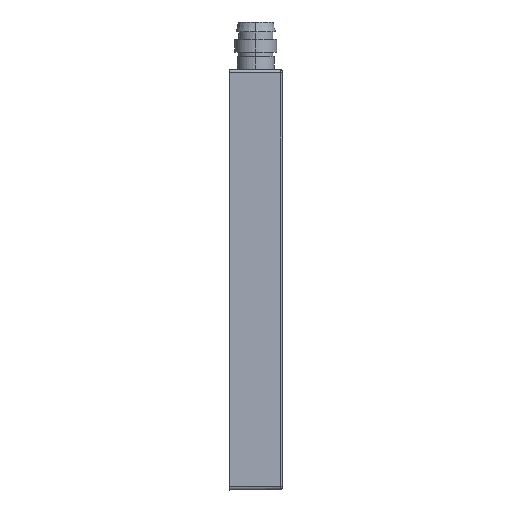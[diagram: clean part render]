
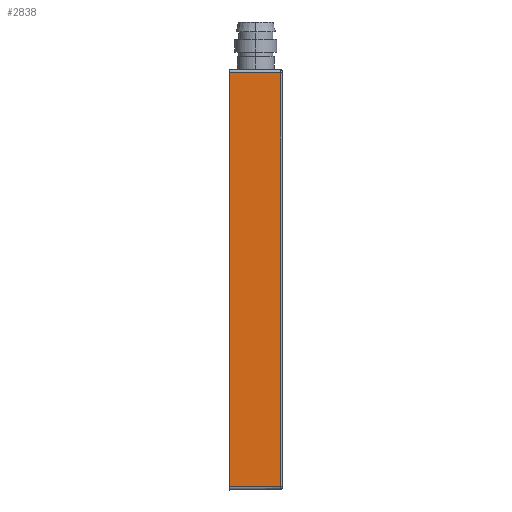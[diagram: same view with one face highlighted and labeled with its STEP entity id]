
A CAD part, left-side view. The second image highlights one B-rep face of the part: STEP entity #2838.
In plain terms, the highlighted planar face has unit normal (-1, -0.009, 0).
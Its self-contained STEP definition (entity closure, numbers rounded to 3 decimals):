
#202=DIRECTION('',(0.,0.,1.));
#203=VECTOR('',#202,78.8);
#204=CARTESIAN_POINT('',(-50.,5.,-79.4));
#205=LINE('',#204,#203);
#568=CARTESIAN_POINT('',(-49.915,-4.703,
-79.315));
#589=CARTESIAN_POINT('',(-50.,5.,-79.4));
#591=DIRECTION('',(0.009,-1.,0.009));
#592=VECTOR('',#591,9.703);
#593=CARTESIAN_POINT('',(-50.,5.,-79.4));
#594=LINE('',#593,#592);
#599=DIRECTION('',(0.,0.,-1.));
#600=VECTOR('',#599,78.631);
#601=CARTESIAN_POINT('',(-49.915,-4.703,
-0.685));
#602=LINE('',#601,#600);
#629=DIRECTION('',(0.009,-1.,-0.009));
#630=VECTOR('',#629,9.703);
#631=CARTESIAN_POINT('',(-50.,5.,-0.6));
#632=LINE('',#631,#630);
#1199=VERTEX_POINT('',#589);
#1200=CARTESIAN_POINT('',(-50.,5.,-0.6));
#1201=VERTEX_POINT('',#1200);
#1249=VERTEX_POINT('',#568);
#1252=CARTESIAN_POINT('',(-49.915,-4.703,
-0.685));
#1253=VERTEX_POINT('',#1252);
#2825=CARTESIAN_POINT('',(-50.,5.,-82.598));
#2826=DIRECTION('',(-1.,-0.009,0.));
#2827=DIRECTION('',(0.,0.,1.));
#2828=AXIS2_PLACEMENT_3D('',#2825,#2826,#2827);
#2829=PLANE('',#2828);
#2831=ORIENTED_EDGE('',*,*,#2830,.T.);
#2832=ORIENTED_EDGE('',*,*,#2808,.F.);
#2833=ORIENTED_EDGE('',*,*,#1766,.T.);
#2835=ORIENTED_EDGE('',*,*,#2834,.T.);
#2836=EDGE_LOOP('',(#2831,#2832,#2833,#2835));
#2837=FACE_OUTER_BOUND('',#2836,.F.);
#2838=ADVANCED_FACE('',(#2837),#2829,.T.);
#1766=EDGE_CURVE('',#1199,#1201,#205,.T.);
#2808=EDGE_CURVE('',#1199,#1249,#594,.T.);
#2830=EDGE_CURVE('',#1253,#1249,#602,.T.);
#2834=EDGE_CURVE('',#1201,#1253,#632,.T.);
